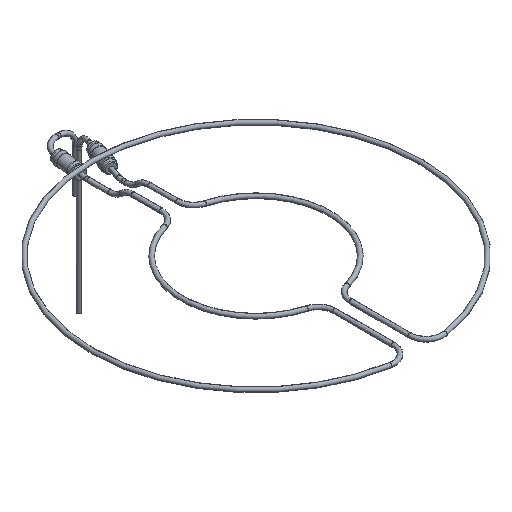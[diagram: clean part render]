
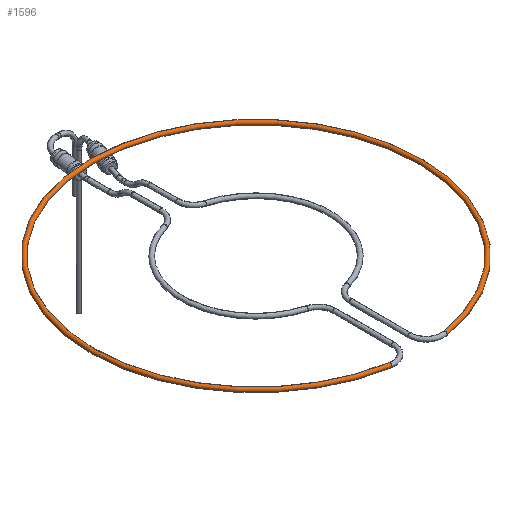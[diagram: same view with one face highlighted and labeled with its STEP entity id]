
A CAD part, isometric view. The second image highlights one B-rep face of the part: STEP entity #1596.
In plain terms, the highlighted toroidal (fillet/blend) face has major radius 100 mm and minor radius 1.25 mm.
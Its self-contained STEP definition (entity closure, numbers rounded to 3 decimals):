
#220=FACE_OUTER_BOUND('',#314,.T.);
#314=EDGE_LOOP('',(#1293,#1294,#1295,#1296,#1297,#1298));
#491=CIRCLE('',#1873,1.25);
#492=CIRCLE('',#1874,1.25);
#493=CIRCLE('',#1876,98.75);
#494=CIRCLE('',#1877,1.25);
#495=CIRCLE('',#1878,1.25);
#674=VERTEX_POINT('',#2959);
#675=VERTEX_POINT('',#2961);
#676=VERTEX_POINT('',#2965);
#677=VERTEX_POINT('',#2967);
#897=EDGE_CURVE('',#674,#675,#491,.T.);
#898=EDGE_CURVE('',#675,#674,#492,.T.);
#899=EDGE_CURVE('',#674,#676,#493,.T.);
#900=EDGE_CURVE('',#676,#677,#494,.T.);
#901=EDGE_CURVE('',#677,#676,#495,.T.);
#1293=ORIENTED_EDGE('',*,*,#898,.F.);
#1294=ORIENTED_EDGE('',*,*,#897,.F.);
#1295=ORIENTED_EDGE('',*,*,#899,.T.);
#1296=ORIENTED_EDGE('',*,*,#900,.T.);
#1297=ORIENTED_EDGE('',*,*,#901,.T.);
#1298=ORIENTED_EDGE('',*,*,#899,.F.);
#1532=TOROIDAL_SURFACE('',#1875,100.,1.25);
#1596=ADVANCED_FACE('',(#220),#1532,.T.);
#1873=AXIS2_PLACEMENT_3D('',#2962,#2386,#2387);
#1874=AXIS2_PLACEMENT_3D('',#2963,#2388,#2389);
#1875=AXIS2_PLACEMENT_3D('',#2964,#2390,#2391);
#1876=AXIS2_PLACEMENT_3D('',#2966,#2392,#2393);
#1877=AXIS2_PLACEMENT_3D('',#2968,#2394,#2395);
#1878=AXIS2_PLACEMENT_3D('',#2969,#2396,#2397);
#2386=DIRECTION('center_axis',(-0.986,-0.167,0.));
#2387=DIRECTION('ref_axis',(-0.167,0.986,0.));
#2388=DIRECTION('center_axis',(-0.986,-0.167,0.));
#2389=DIRECTION('ref_axis',(-0.167,0.986,0.));
#2390=DIRECTION('center_axis',(0.,0.,-1.));
#2391=DIRECTION('ref_axis',(0.,1.,0.));
#2392=DIRECTION('center_axis',(0.,0.,1.));
#2393=DIRECTION('ref_axis',(0.,1.,0.));
#2394=DIRECTION('center_axis',(-0.986,0.167,0.));
#2395=DIRECTION('ref_axis',(0.167,0.986,0.));
#2396=DIRECTION('center_axis',(-0.986,0.167,0.));
#2397=DIRECTION('ref_axis',(0.167,0.986,0.));
#2959=CARTESIAN_POINT('',(16.458,-97.369,0.));
#2961=CARTESIAN_POINT('',(16.875,-99.834,0.));
#2962=CARTESIAN_POINT('Origin',(16.667,-98.601,0.));
#2963=CARTESIAN_POINT('Origin',(16.667,-98.601,0.));
#2964=CARTESIAN_POINT('Origin',(0.,0.,
0.));
#2965=CARTESIAN_POINT('',(-16.458,-97.369,0.));
#2966=CARTESIAN_POINT('Origin',(0.,0.,
0.));
#2967=CARTESIAN_POINT('',(-16.875,-99.834,0.));
#2968=CARTESIAN_POINT('Origin',(-16.667,-98.601,0.));
#2969=CARTESIAN_POINT('Origin',(-16.667,-98.601,0.));
